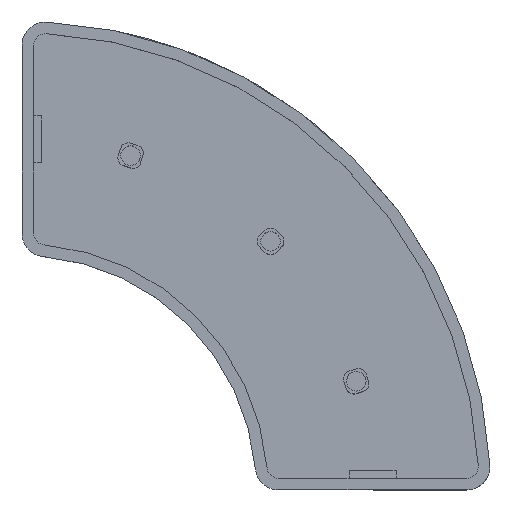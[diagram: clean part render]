
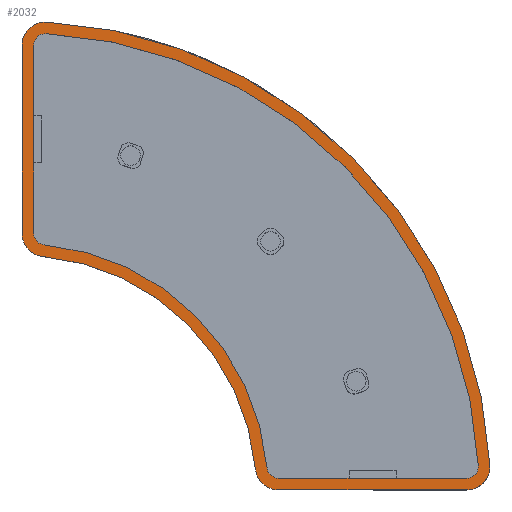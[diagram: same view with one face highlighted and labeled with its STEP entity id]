
A CAD part, top view. The second image highlights one B-rep face of the part: STEP entity #2032.
In plain terms, the highlighted planar face has unit normal (0, 0, 1).
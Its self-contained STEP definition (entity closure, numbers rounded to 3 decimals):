
#15 = DIRECTION ( 'NONE',  ( 0., 0., -1. ) ) ;
#26 = CARTESIAN_POINT ( 'NONE',  ( 25.101, -28.82, 3. ) ) ;
#78 = CARTESIAN_POINT ( 'NONE',  ( -1.944, -29.093, 3. ) ) ;
#82 = VECTOR ( 'NONE', #2735, 1000. ) ;
#86 = DIRECTION ( 'NONE',  ( 0., 0., -1. ) ) ;
#123 = CARTESIAN_POINT ( 'NONE',  ( -30.32, 25.101, 3. ) ) ;
#132 = AXIS2_PLACEMENT_3D ( 'NONE', #1485, #15, #2081 ) ;
#151 = DIRECTION ( 'NONE',  ( -1., 0., 0. ) ) ;
#180 = CARTESIAN_POINT ( 'NONE',  ( 25.101, -30.32, 3. ) ) ;
#248 = VERTEX_POINT ( 'NONE', #1277 ) ;
#250 = CARTESIAN_POINT ( 'NONE',  ( 25.101, -28.82, 3. ) ) ;
#253 = DIRECTION ( 'NONE',  ( -1., 0., 0. ) ) ;
#273 = CARTESIAN_POINT ( 'NONE',  ( -28.956, -0.45, 3. ) ) ;
#286 = CIRCLE ( 'NONE', #947, 31.5 ) ;
#310 = VERTEX_POINT ( 'NONE', #870 ) ;
#352 = DIRECTION ( 'NONE',  ( 0., 0., -1. ) ) ;
#369 = CARTESIAN_POINT ( 'NONE',  ( 25.101, -31.82, 3. ) ) ;
#387 = VERTEX_POINT ( 'NONE', #2424 ) ;
#426 = AXIS2_PLACEMENT_3D ( 'NONE', #2597, #1165, #705 ) ;
#447 = CARTESIAN_POINT ( 'NONE',  ( 25.101, -28.82, 3. ) ) ;
#466 = AXIS2_PLACEMENT_3D ( 'NONE', #250, #86, #516 ) ;
#492 = CARTESIAN_POINT ( 'NONE',  ( -31.82, -31.82, 3. ) ) ;
#515 = EDGE_CURVE ( 'NONE', #2228, #1672, #286, .T. ) ;
#516 = DIRECTION ( 'NONE',  ( -1., 0., 0. ) ) ;
#542 = DIRECTION ( 'NONE',  ( 0., 0., 1. ) ) ;
#560 = CIRCLE ( 'NONE', #426, 1.5 ) ;
#611 = ORIENTED_EDGE ( 'NONE', *, *, #2604, .T. ) ;
#612 = EDGE_CURVE ( 'NONE', #1749, #1460, #1912, .T. ) ;
#620 = DIRECTION ( 'NONE',  ( 1., 0., 0. ) ) ;
#640 = ORIENTED_EDGE ( 'NONE', *, *, #1202, .T. ) ;
#656 = CIRCLE ( 'NONE', #1421, 1.5 ) ;
#662 = DIRECTION ( 'NONE',  ( 0., 0., 1. ) ) ;
#676 = DIRECTION ( 'NONE',  ( -1., 0., 0. ) ) ;
#691 = CIRCLE ( 'NONE', #2059, 3. ) ;
#705 = DIRECTION ( 'NONE',  ( -1., 0., 0. ) ) ;
#712 = ORIENTED_EDGE ( 'NONE', *, *, #1430, .F. ) ;
#729 = CARTESIAN_POINT ( 'NONE',  ( -31.82, 25.101, 3. ) ) ;
#737 = CIRCLE ( 'NONE', #132, 1.5 ) ;
#751 = VERTEX_POINT ( 'NONE', #2099 ) ;
#813 = CARTESIAN_POINT ( 'NONE',  ( 1.044, -31.82, 3. ) ) ;
#830 = FACE_BOUND ( 'NONE', #2324, .T. ) ;
#857 = DIRECTION ( 'NONE',  ( 0., 0., -1. ) ) ;
#870 = CARTESIAN_POINT ( 'NONE',  ( 25.101, -30.32, 3. ) ) ;
#917 = AXIS2_PLACEMENT_3D ( 'NONE', #492, #1348, #2175 ) ;
#929 = CARTESIAN_POINT ( 'NONE',  ( -30.32, -28.82, 3. ) ) ;
#935 = ORIENTED_EDGE ( 'NONE', *, *, #1670, .F. ) ;
#936 = ORIENTED_EDGE ( 'NONE', *, *, #612, .T. ) ;
#947 = AXIS2_PLACEMENT_3D ( 'NONE', #1220, #542, #151 ) ;
#951 = CARTESIAN_POINT ( 'NONE',  ( -31.82, -31.82, 3. ) ) ;
#964 = VECTOR ( 'NONE', #1651, 1000. ) ;
#1002 = CIRCLE ( 'NONE', #2009, 3. ) ;
#1026 = ORIENTED_EDGE ( 'NONE', *, *, #1850, .F. ) ;
#1055 = ORIENTED_EDGE ( 'NONE', *, *, #1853, .T. ) ;
#1109 = VERTEX_POINT ( 'NONE', #1393 ) ;
#1138 = VECTOR ( 'NONE', #2314, 1000. ) ;
#1147 = CARTESIAN_POINT ( 'NONE',  ( -28.82, 1.044, 3. ) ) ;
#1165 = DIRECTION ( 'NONE',  ( 0., 0., -1. ) ) ;
#1193 = DIRECTION ( 'NONE',  ( 0., 0., -1. ) ) ;
#1202 = EDGE_CURVE ( 'NONE', #1885, #2721, #1963, .T. ) ;
#1220 = CARTESIAN_POINT ( 'NONE',  ( -31.82, -31.82, 3. ) ) ;
#1223 = VERTEX_POINT ( 'NONE', #369 ) ;
#1232 = VECTOR ( 'NONE', #1771, 1000. ) ;
#1233 = EDGE_CURVE ( 'NONE', #751, #1460, #691, .T. ) ;
#1249 = CARTESIAN_POINT ( 'NONE',  ( 26.599, -28.741, 3. ) ) ;
#1250 = PLANE ( 'NONE',  #2061 ) ;
#1272 = ORIENTED_EDGE ( 'NONE', *, *, #1470, .F. ) ;
#1277 = CARTESIAN_POINT ( 'NONE',  ( -28.741, 26.599, 3. ) ) ;
#1279 = CARTESIAN_POINT ( 'NONE',  ( -31.82, -31.82, 3. ) ) ;
#1281 = DIRECTION ( 'NONE',  ( 0., 0., -1. ) ) ;
#1314 = VERTEX_POINT ( 'NONE', #1249 ) ;
#1323 = CARTESIAN_POINT ( 'NONE',  ( -28.82, 1.044, 3. ) ) ;
#1326 = ORIENTED_EDGE ( 'NONE', *, *, #1883, .T. ) ;
#1348 = DIRECTION ( 'NONE',  ( 0., 0., -1. ) ) ;
#1370 = EDGE_CURVE ( 'NONE', #1109, #2228, #737, .T. ) ;
#1393 = CARTESIAN_POINT ( 'NONE',  ( 1.044, -30.32, 3. ) ) ;
#1411 = CARTESIAN_POINT ( 'NONE',  ( 1.044, -28.82, 3. ) ) ;
#1421 = AXIS2_PLACEMENT_3D ( 'NONE', #1323, #1281, #676 ) ;
#1430 = EDGE_CURVE ( 'NONE', #1888, #2227, #2128, .T. ) ;
#1443 = EDGE_CURVE ( 'NONE', #1314, #310, #1496, .T. ) ;
#1444 = VERTEX_POINT ( 'NONE', #1677 ) ;
#1460 = VERTEX_POINT ( 'NONE', #78 ) ;
#1470 = EDGE_CURVE ( 'NONE', #1749, #1888, #1002, .T. ) ;
#1485 = CARTESIAN_POINT ( 'NONE',  ( 1.044, -28.82, 3. ) ) ;
#1488 = DIRECTION ( 'NONE',  ( 0., 0., -1. ) ) ;
#1496 = CIRCLE ( 'NONE', #1629, 1.5 ) ;
#1556 = DIRECTION ( 'NONE',  ( 0., 0., -1. ) ) ;
#1587 = AXIS2_PLACEMENT_3D ( 'NONE', #1996, #1746, #2614 ) ;
#1592 = CIRCLE ( 'NONE', #1803, 60. ) ;
#1629 = AXIS2_PLACEMENT_3D ( 'NONE', #26, #857, #253 ) ;
#1632 = CIRCLE ( 'NONE', #466, 3. ) ;
#1643 = CARTESIAN_POINT ( 'NONE',  ( -31.82, 1.044, 3. ) ) ;
#1651 = DIRECTION ( 'NONE',  ( -1., 0., 0. ) ) ;
#1667 = ORIENTED_EDGE ( 'NONE', *, *, #1443, .T. ) ;
#1670 = EDGE_CURVE ( 'NONE', #387, #1223, #1632, .T. ) ;
#1672 = VERTEX_POINT ( 'NONE', #273 ) ;
#1677 = CARTESIAN_POINT ( 'NONE',  ( -28.662, 28.097, 3. ) ) ;
#1746 = DIRECTION ( 'NONE',  ( 0., 0., -1. ) ) ;
#1749 = VERTEX_POINT ( 'NONE', #2139 ) ;
#1771 = DIRECTION ( 'NONE',  ( 0., 1., 0. ) ) ;
#1803 = AXIS2_PLACEMENT_3D ( 'NONE', #1279, #1488, #2072 ) ;
#1850 = EDGE_CURVE ( 'NONE', #2227, #1444, #1884, .T. ) ;
#1853 = EDGE_CURVE ( 'NONE', #2721, #248, #560, .T. ) ;
#1855 = ORIENTED_EDGE ( 'NONE', *, *, #1370, .T. ) ;
#1864 = EDGE_CURVE ( 'NONE', #248, #1314, #2141, .T. ) ;
#1883 = EDGE_CURVE ( 'NONE', #310, #1109, #2057, .T. ) ;
#1884 = CIRCLE ( 'NONE', #1587, 3. ) ;
#1885 = VERTEX_POINT ( 'NONE', #2671 ) ;
#1888 = VERTEX_POINT ( 'NONE', #1643 ) ;
#1904 = CARTESIAN_POINT ( 'NONE',  ( -31.82, 1.044, 3. ) ) ;
#1912 = CIRCLE ( 'NONE', #1949, 30. ) ;
#1914 = FACE_OUTER_BOUND ( 'NONE', #2421, .T. ) ;
#1949 = AXIS2_PLACEMENT_3D ( 'NONE', #951, #1193, #2246 ) ;
#1963 = LINE ( 'NONE', #929, #1232 ) ;
#1996 = CARTESIAN_POINT ( 'NONE',  ( -28.82, 25.101, 3. ) ) ;
#2009 = AXIS2_PLACEMENT_3D ( 'NONE', #1147, #1556, #2158 ) ;
#2032 = ADVANCED_FACE ( 'NONE', ( #1914, #830 ), #1250, .T. ) ;
#2057 = LINE ( 'NONE', #180, #964 ) ;
#2059 = AXIS2_PLACEMENT_3D ( 'NONE', #1411, #352, #2249 ) ;
#2061 = AXIS2_PLACEMENT_3D ( 'NONE', #447, #662, #620 ) ;
#2072 = DIRECTION ( 'NONE',  ( -1., 0., 0. ) ) ;
#2081 = DIRECTION ( 'NONE',  ( -1., 0., 0. ) ) ;
#2099 = CARTESIAN_POINT ( 'NONE',  ( 1.044, -31.82, 3. ) ) ;
#2126 = EDGE_CURVE ( 'NONE', #1444, #387, #1592, .T. ) ;
#2128 = LINE ( 'NONE', #1904, #82 ) ;
#2129 = EDGE_CURVE ( 'NONE', #1223, #751, #2725, .T. ) ;
#2139 = CARTESIAN_POINT ( 'NONE',  ( -29.093, -1.944, 3. ) ) ;
#2141 = CIRCLE ( 'NONE', #917, 58.5 ) ;
#2158 = DIRECTION ( 'NONE',  ( -1., 0., 0. ) ) ;
#2175 = DIRECTION ( 'NONE',  ( -1., 0., 0. ) ) ;
#2210 = ORIENTED_EDGE ( 'NONE', *, *, #2129, .F. ) ;
#2227 = VERTEX_POINT ( 'NONE', #729 ) ;
#2228 = VERTEX_POINT ( 'NONE', #2423 ) ;
#2246 = DIRECTION ( 'NONE',  ( -1., 0., 0. ) ) ;
#2249 = DIRECTION ( 'NONE',  ( -1., 0., 0. ) ) ;
#2290 = ORIENTED_EDGE ( 'NONE', *, *, #1233, .F. ) ;
#2314 = DIRECTION ( 'NONE',  ( -1., 0., 0. ) ) ;
#2324 = EDGE_LOOP ( 'NONE', ( #1326, #1855, #2576, #611, #640, #1055, #2342, #1667 ) ) ;
#2342 = ORIENTED_EDGE ( 'NONE', *, *, #1864, .T. ) ;
#2421 = EDGE_LOOP ( 'NONE', ( #1272, #936, #2290, #2210, #935, #2709, #1026, #712 ) ) ;
#2423 = CARTESIAN_POINT ( 'NONE',  ( -0.45, -28.956, 3. ) ) ;
#2424 = CARTESIAN_POINT ( 'NONE',  ( 28.097, -28.662, 3. ) ) ;
#2576 = ORIENTED_EDGE ( 'NONE', *, *, #515, .T. ) ;
#2597 = CARTESIAN_POINT ( 'NONE',  ( -28.82, 25.101, 3. ) ) ;
#2604 = EDGE_CURVE ( 'NONE', #1672, #1885, #656, .T. ) ;
#2614 = DIRECTION ( 'NONE',  ( -1., 0., 0. ) ) ;
#2671 = CARTESIAN_POINT ( 'NONE',  ( -30.32, 1.044, 3. ) ) ;
#2709 = ORIENTED_EDGE ( 'NONE', *, *, #2126, .F. ) ;
#2721 = VERTEX_POINT ( 'NONE', #123 ) ;
#2725 = LINE ( 'NONE', #813, #1138 ) ;
#2735 = DIRECTION ( 'NONE',  ( 0., 1., 0. ) ) ;
